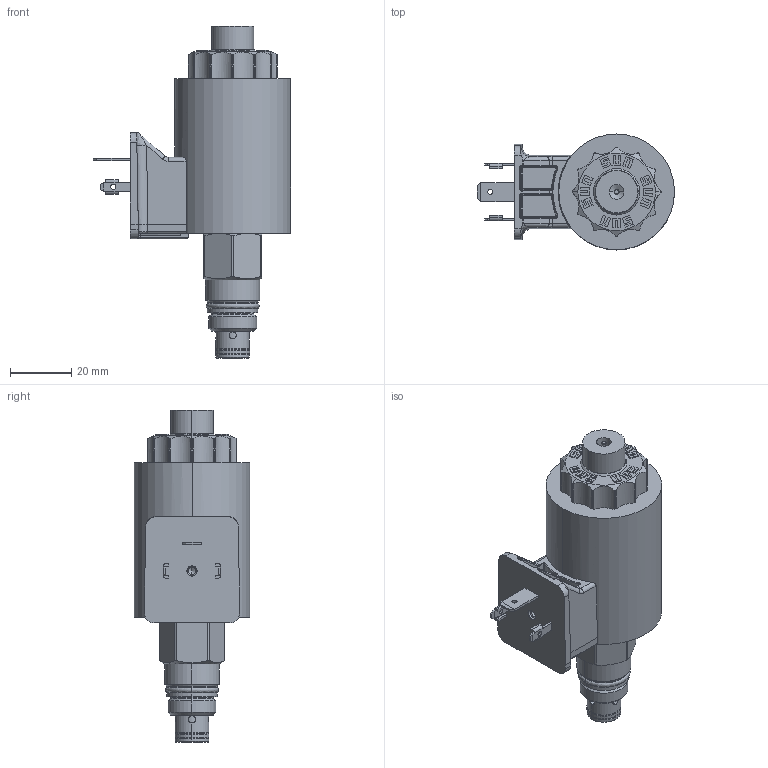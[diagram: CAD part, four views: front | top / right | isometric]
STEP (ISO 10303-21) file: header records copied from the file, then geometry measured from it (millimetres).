
FILE_DESCRIPTION((''),'2;1');
FILE_NAME('DTAFMHN224_SW','2022-07-19T14:04:31',('SigMax'),(''),'CREO PARAMETRIC BY PTC INC, 2021072','CREO PARAMETRIC BY PTC INC, 2021072','');
FILE_SCHEMA(('AUTOMOTIVE_DESIGN { 1 0 10303 214 1 1 1 1 }'));
Length unit declared in the file: inch
Products named in the file (1): DTAFMHN224_SW
Bounding box: 64.52 x 37.91 x 108.74 mm (x, y, z)
Volume: 73209 mm3; surface area: 38089.6 mm2
Topology: 3 solids, 3 shells, 719 faces, 1747 edges, 1074 vertices
Faces by surface type: plane 279, cylinder 237, cone 91, torus 62, bspline 38, sphere 8, revolution 4
Entity records: 30492 total; most frequent: CARTESIAN_POINT 8099, ORIENTED_EDGE 3474, DIRECTION 3364, EDGE_CURVE 1737, AXIS2_PLACEMENT_3D 1250, VERTEX_POINT 1074, FILL_AREA_STYLE_COLOUR 874, FILL_AREA_STYLE 874
